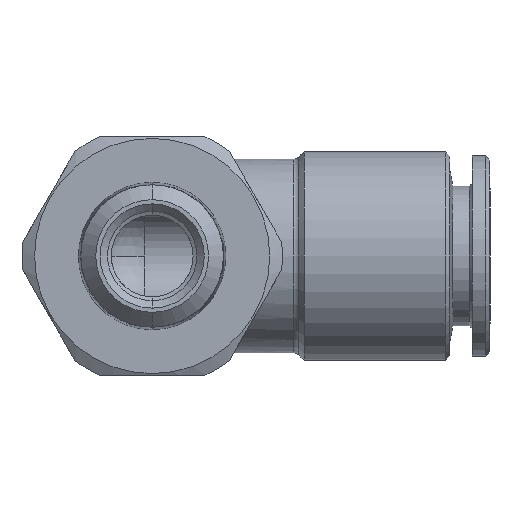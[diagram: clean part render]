
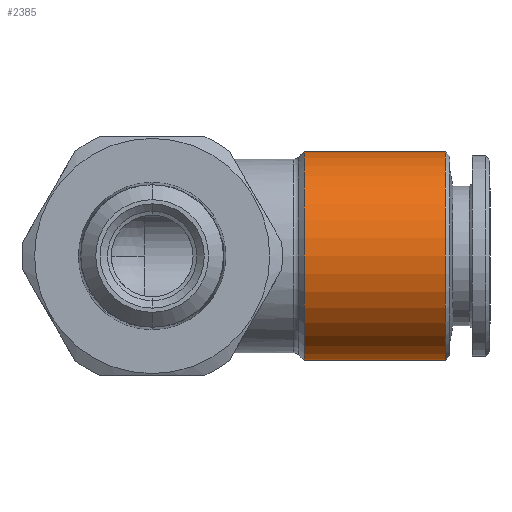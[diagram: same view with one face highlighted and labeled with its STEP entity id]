
A CAD part, front view. The second image highlights one B-rep face of the part: STEP entity #2385.
In plain terms, the highlighted cylindrical face has radius 7 mm (diameter 14 mm), a partial arc.
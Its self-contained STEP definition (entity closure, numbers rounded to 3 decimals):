
#239 = DIRECTION ( 'NONE',  ( 0., 0., 1. ) ) ;
#250 = CARTESIAN_POINT ( 'NONE',  ( 10.21, 0., -7. ) ) ;
#309 = CARTESIAN_POINT ( 'NONE',  ( 19.7, 0., -7. ) ) ;
#510 = LINE ( 'NONE', #787, #4369 ) ;
#666 = VERTEX_POINT ( 'NONE', #4472 ) ;
#771 = DIRECTION ( 'NONE',  ( -1., 0., 0. ) ) ;
#787 = CARTESIAN_POINT ( 'NONE',  ( 0., 0., 7. ) ) ;
#822 = VERTEX_POINT ( 'NONE', #2474 ) ;
#1583 = AXIS2_PLACEMENT_3D ( 'NONE', #5921, #3573, #239 ) ;
#1628 = FACE_OUTER_BOUND ( 'NONE', #3092, .T. ) ;
#1687 = DIRECTION ( 'NONE',  ( 0., 0., 1. ) ) ;
#1774 = CYLINDRICAL_SURFACE ( 'NONE', #6002, 7. ) ;
#1831 = DIRECTION ( 'NONE',  ( -1., 0., 0. ) ) ;
#2372 = EDGE_CURVE ( 'NONE', #2989, #666, #6044, .T. ) ;
#2385 = ADVANCED_FACE ( 'NONE', ( #1628 ), #1774, .T. ) ;
#2394 = EDGE_CURVE ( 'NONE', #666, #822, #510, .T. ) ;
#2474 = CARTESIAN_POINT ( 'NONE',  ( 10.21, 0., 7. ) ) ;
#2595 = EDGE_CURVE ( 'NONE', #5290, #822, #5668, .T. ) ;
#2989 = VERTEX_POINT ( 'NONE', #309 ) ;
#3092 = EDGE_LOOP ( 'NONE', ( #3321, #5803, #5170, #4854 ) ) ;
#3093 = CARTESIAN_POINT ( 'NONE',  ( 0., 0., 0. ) ) ;
#3321 = ORIENTED_EDGE ( 'NONE', *, *, #6069, .F. ) ;
#3464 = AXIS2_PLACEMENT_3D ( 'NONE', #5549, #1831, #4604 ) ;
#3557 = DIRECTION ( 'NONE',  ( -1., 0., 0. ) ) ;
#3573 = DIRECTION ( 'NONE',  ( -1., 0., 0. ) ) ;
#3720 = DIRECTION ( 'NONE',  ( -1., 0., 0. ) ) ;
#4369 = VECTOR ( 'NONE', #771, 1000. ) ;
#4472 = CARTESIAN_POINT ( 'NONE',  ( 19.7, 0., 7. ) ) ;
#4604 = DIRECTION ( 'NONE',  ( 0., 0., -1. ) ) ;
#4638 = VECTOR ( 'NONE', #3720, 1000. ) ;
#4795 = LINE ( 'NONE', #5551, #4638 ) ;
#4854 = ORIENTED_EDGE ( 'NONE', *, *, #2595, .F. ) ;
#5170 = ORIENTED_EDGE ( 'NONE', *, *, #2394, .T. ) ;
#5290 = VERTEX_POINT ( 'NONE', #250 ) ;
#5549 = CARTESIAN_POINT ( 'NONE',  ( 10.21, 0., 0. ) ) ;
#5551 = CARTESIAN_POINT ( 'NONE',  ( 0., 0., -7. ) ) ;
#5668 = CIRCLE ( 'NONE', #3464, 7. ) ;
#5803 = ORIENTED_EDGE ( 'NONE', *, *, #2372, .T. ) ;
#5921 = CARTESIAN_POINT ( 'NONE',  ( 19.7, 0., 0. ) ) ;
#6002 = AXIS2_PLACEMENT_3D ( 'NONE', #3093, #3557, #1687 ) ;
#6044 = CIRCLE ( 'NONE', #1583, 7. ) ;
#6069 = EDGE_CURVE ( 'NONE', #2989, #5290, #4795, .T. ) ;
